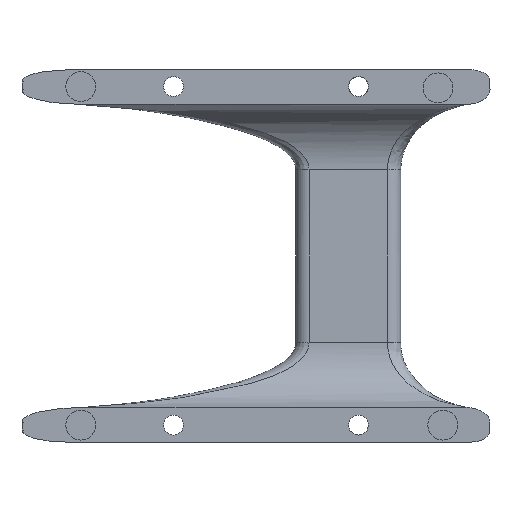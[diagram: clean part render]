
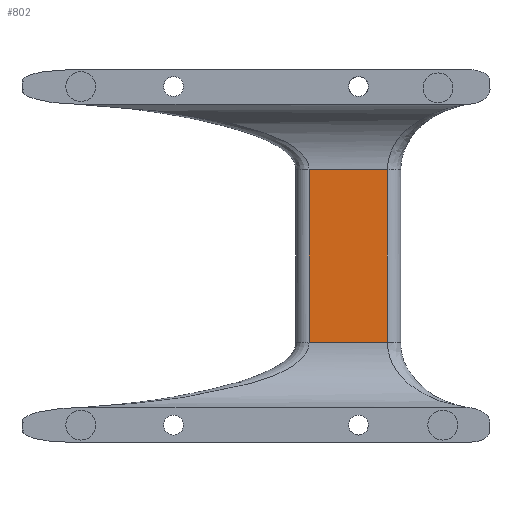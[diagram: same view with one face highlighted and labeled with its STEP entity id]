
A CAD part, front view. The second image highlights one B-rep face of the part: STEP entity #802.
In plain terms, the highlighted planar face has unit normal (0, -1, 0).
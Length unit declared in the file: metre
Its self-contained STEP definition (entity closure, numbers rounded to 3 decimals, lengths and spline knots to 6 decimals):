
#16=PLANE('',#879);
#52=LINE('',#4865,#88);
#53=LINE('',#4867,#89);
#54=LINE('',#4869,#90);
#55=LINE('',#4871,#91);
#88=VECTOR('',#1008,1.);
#89=VECTOR('',#1011,1.);
#90=VECTOR('',#1012,1.);
#91=VECTOR('',#1013,1.);
#263=ORIENTED_EDGE('',*,*,#470,.T.);
#264=ORIENTED_EDGE('',*,*,#471,.T.);
#265=ORIENTED_EDGE('',*,*,#472,.T.);
#266=ORIENTED_EDGE('',*,*,#473,.F.);
#470=EDGE_CURVE('',#553,#560,#52,.T.);
#471=EDGE_CURVE('',#560,#571,#53,.T.);
#472=EDGE_CURVE('',#571,#572,#54,.T.);
#473=EDGE_CURVE('',#553,#572,#55,.T.);
#553=VERTEX_POINT('',#3442);
#560=VERTEX_POINT('',#4775);
#571=VERTEX_POINT('',#4868);
#572=VERTEX_POINT('',#4870);
#642=EDGE_LOOP('',(#263,#264,#265,#266));
#714=FACE_BOUND('',#642,.T.);
#802=ADVANCED_FACE('',(#714),#16,.F.);
#879=AXIS2_PLACEMENT_3D('',#4866,#1009,#1010);
#1008=DIRECTION('',(0.,0.,-1.));
#1009=DIRECTION('',(0.,1.,0.));
#1010=DIRECTION('',(0.,0.,1.));
#1011=DIRECTION('',(1.,0.,0.));
#1012=DIRECTION('',(0.,0.,1.));
#1013=DIRECTION('',(1.,0.,0.));
#3442=CARTESIAN_POINT('',(0.049526,0.023,0.039));
#4775=CARTESIAN_POINT('',(0.049526,0.023,0.013));
#4865=CARTESIAN_POINT('',(0.049526,0.023,0.039));
#4866=CARTESIAN_POINT('',(-0.023,0.023,0.003));
#4867=CARTESIAN_POINT('',(-0.023,0.023,0.013));
#4868=CARTESIAN_POINT('',(0.061321,0.023,0.013));
#4869=CARTESIAN_POINT('',(0.061321,0.023,0.013));
#4870=CARTESIAN_POINT('',(0.061321,0.023,0.039));
#4871=CARTESIAN_POINT('',(-0.023,0.023,0.039));
